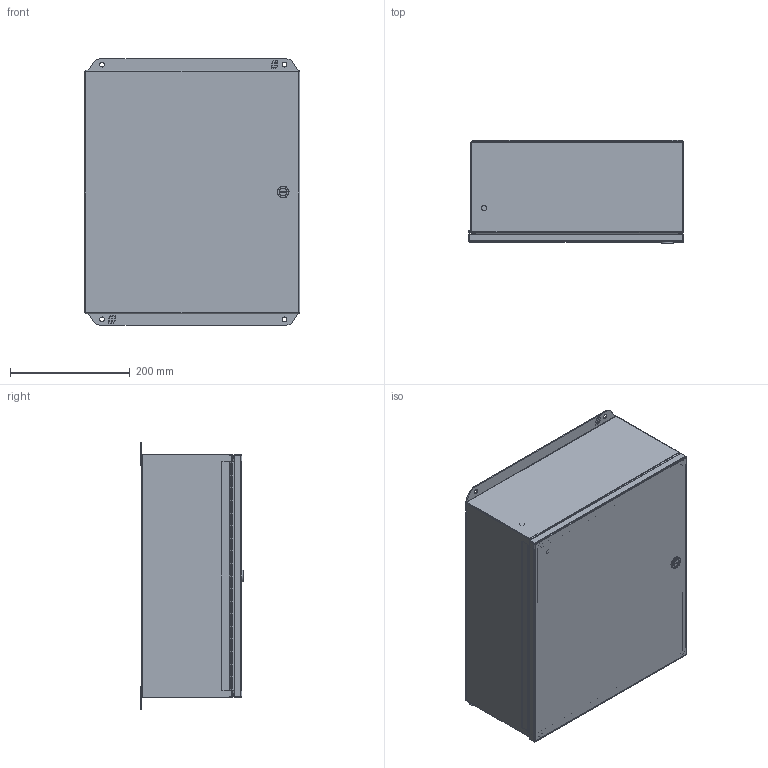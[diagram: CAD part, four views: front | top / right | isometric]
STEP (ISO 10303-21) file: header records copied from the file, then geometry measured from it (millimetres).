
FILE_DESCRIPTION (( 'STEP AP203' ), '1' );
FILE_NAME ('EJ16146LG_Default.step', '2019-11-13T20:06:36', ( '' ), ( '' ), 'SwSTEP 2.0', 'SolidWorks 2019', '' );
FILE_SCHEMA (( 'CONFIG_CONTROL_DESIGN' ));
Length unit declared in the file: inch
Products named in the file (1): EJ16146LG_Default
Bounding box: 359.8 x 172.86 x 444.5 mm (x, y, z)
Volume: 1193743.4 mm3; surface area: 1549478.8 mm2
Topology: 16 solids, 17 shells, 771 faces, 1992 edges, 1256 vertices
Faces by surface type: plane 425, cylinder 254, bspline 48, cone 44
Entity records: 26009 total; most frequent: CARTESIAN_POINT 7178, ORIENTED_EDGE 3956, DIRECTION 3816, EDGE_CURVE 1978, LINE 1356, VECTOR 1356, VERTEX_POINT 1256, AXIS2_PLACEMENT_3D 1230
